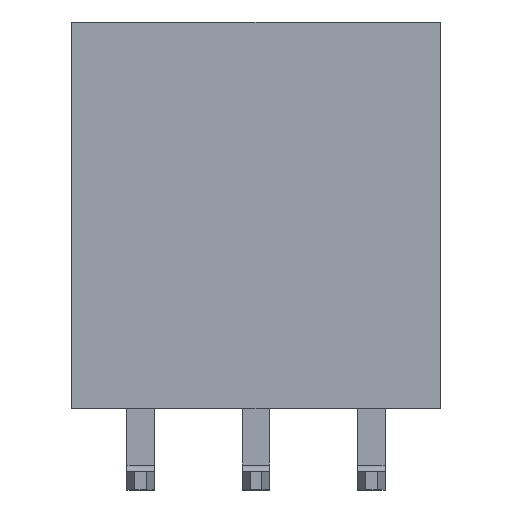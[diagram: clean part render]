
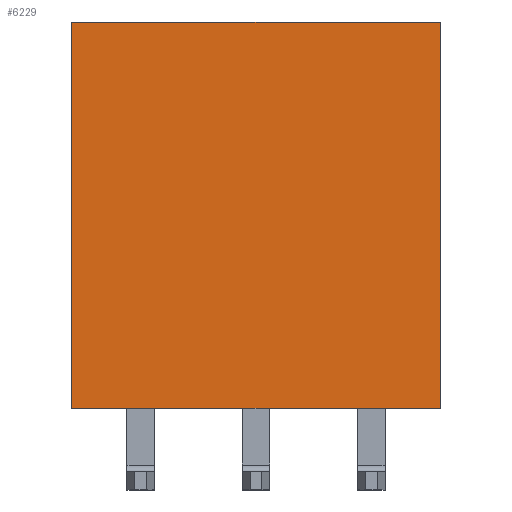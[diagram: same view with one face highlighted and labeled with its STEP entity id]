
A CAD part, top view. The second image highlights one B-rep face of the part: STEP entity #6229.
In plain terms, the highlighted planar face has unit normal (0, 0, 1).
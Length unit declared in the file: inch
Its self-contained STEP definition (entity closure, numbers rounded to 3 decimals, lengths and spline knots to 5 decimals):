
#332 = AXIS2_PLACEMENT_3D ( 'NONE', #5026, #7059, #4027 ) ;
#342 = CARTESIAN_POINT ( 'NONE',  ( 0.31969, 0.33465, 0. ) ) ;
#1096 = VERTEX_POINT ( 'NONE', #342 ) ;
#1277 = VECTOR ( 'NONE', #5016, 39.37008 ) ;
#1877 = VECTOR ( 'NONE', #2397, 39.37008 ) ;
#2111 = FACE_OUTER_BOUND ( 'NONE', #4850, .T. ) ;
#2120 = CARTESIAN_POINT ( 'NONE',  ( 0., 0.33465, 0. ) ) ;
#2187 = EDGE_CURVE ( 'NONE', #4541, #3562, #2958, .T. ) ;
#2397 = DIRECTION ( 'NONE',  ( 0., -1., 0. ) ) ;
#2775 = CARTESIAN_POINT ( 'NONE',  ( 0., -0.00669, 0. ) ) ;
#2875 = VERTEX_POINT ( 'NONE', #2120 ) ;
#2958 = LINE ( 'NONE', #4864, #1277 ) ;
#3037 = LINE ( 'NONE', #6284, #7055 ) ;
#3313 = ORIENTED_EDGE ( 'NONE', *, *, #4653, .F. ) ;
#3332 = VECTOR ( 'NONE', #6530, 39.37008 ) ;
#3454 = PLANE ( 'NONE',  #332 ) ;
#3504 = ORIENTED_EDGE ( 'NONE', *, *, #4292, .F. ) ;
#3562 = VERTEX_POINT ( 'NONE', #4409 ) ;
#3953 = EDGE_CURVE ( 'NONE', #1096, #3562, #5076, .T. ) ;
#4027 = DIRECTION ( 'NONE',  ( 1., 0., 0. ) ) ;
#4227 = DIRECTION ( 'NONE',  ( 1., 0., 0. ) ) ;
#4292 = EDGE_CURVE ( 'NONE', #4541, #2875, #7278, .T. ) ;
#4409 = CARTESIAN_POINT ( 'NONE',  ( 0.31969, 0., 0. ) ) ;
#4541 = VERTEX_POINT ( 'NONE', #5174 ) ;
#4653 = EDGE_CURVE ( 'NONE', #2875, #1096, #3037, .T. ) ;
#4850 = EDGE_LOOP ( 'NONE', ( #3313, #3504, #5068, #6601 ) ) ;
#4864 = CARTESIAN_POINT ( 'NONE',  ( -3.73239, 0., 0. ) ) ;
#5016 = DIRECTION ( 'NONE',  ( 1., 0., 0. ) ) ;
#5026 = CARTESIAN_POINT ( 'NONE',  ( -3.73239, -0.00669, 0. ) ) ;
#5068 = ORIENTED_EDGE ( 'NONE', *, *, #2187, .T. ) ;
#5076 = LINE ( 'NONE', #6221, #1877 ) ;
#5174 = CARTESIAN_POINT ( 'NONE',  ( 0., 0., 0. ) ) ;
#6221 = CARTESIAN_POINT ( 'NONE',  ( 0.31969, 0., 0. ) ) ;
#6229 = ADVANCED_FACE ( 'NONE', ( #2111 ), #3454, .T. ) ;
#6284 = CARTESIAN_POINT ( 'NONE',  ( -3.73239, 0.33465, 0. ) ) ;
#6530 = DIRECTION ( 'NONE',  ( 0., 1., 0. ) ) ;
#6601 = ORIENTED_EDGE ( 'NONE', *, *, #3953, .F. ) ;
#7055 = VECTOR ( 'NONE', #4227, 39.37008 ) ;
#7059 = DIRECTION ( 'NONE',  ( 0., 0., 1. ) ) ;
#7278 = LINE ( 'NONE', #2775, #3332 ) ;
